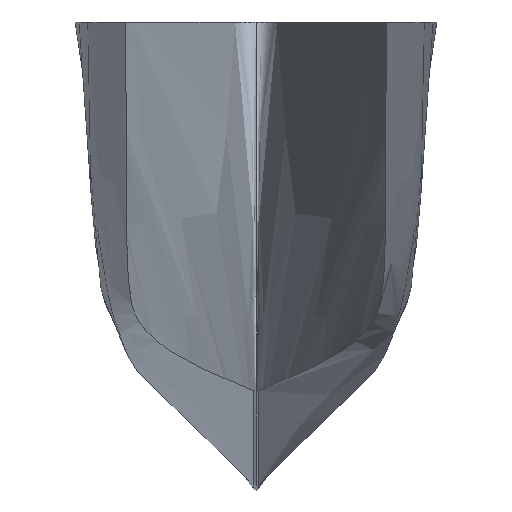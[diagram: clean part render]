
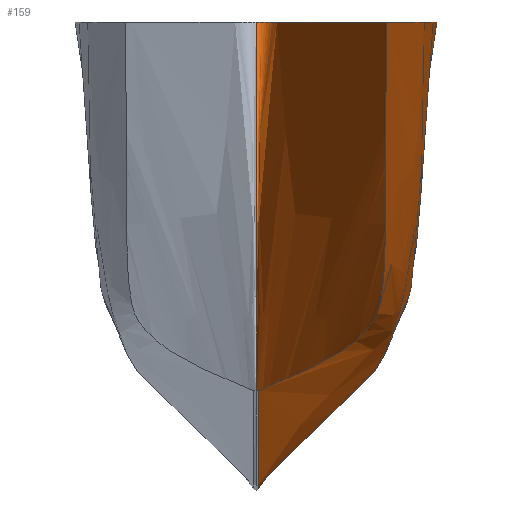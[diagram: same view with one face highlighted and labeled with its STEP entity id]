
A CAD part, left-side view. The second image highlights one B-rep face of the part: STEP entity #159.
In plain terms, the highlighted free-form (B-spline) face has degree [5, 4] with [12, 6] control points.
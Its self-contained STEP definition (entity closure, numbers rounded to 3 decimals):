
#159 = ADVANCED_FACE('',(#160),#218,.T.);
#160 = FACE_BOUND('',#161,.T.);
#161 = EDGE_LOOP('',(#162,#181,#192,#209));
#162 = ORIENTED_EDGE('',*,*,#163,.T.);
#163 = EDGE_CURVE('',#164,#166,#168,.T.);
#164 = VERTEX_POINT('',#165);
#165 = CARTESIAN_POINT('',(0.,-61.07,219.661));
#166 = VERTEX_POINT('',#167);
#167 = CARTESIAN_POINT('',(1595.97,0.,219.661));
#168 = B_SPLINE_CURVE_WITH_KNOTS('',5,(#169,#170,#171,#172,#173,#174,
    #175,#176,#177,#178,#179,#180),.UNSPECIFIED.,.F.,.F.,(6,1,1,1,1,1,1,
    6),(0.,0.243,0.485,0.728,0.97,
    1.213,1.455,1.698),.UNSPECIFIED.);
#169 = CARTESIAN_POINT('',(0.,-61.07,219.661));
#170 = CARTESIAN_POINT('',(190.366,-69.558,
    219.661));
#171 = CARTESIAN_POINT('',(380.733,-76.122,
    219.661));
#172 = CARTESIAN_POINT('',(609.172,-79.756,
    219.661));
#173 = CARTESIAN_POINT('',(761.465,-81.974,
    219.661));
#174 = CARTESIAN_POINT('',(913.758,-83.248,
    219.661));
#175 = CARTESIAN_POINT('',(1066.051,-84.99,
    219.661));
#176 = CARTESIAN_POINT('',(1293.158,-87.331,
    219.661));
#177 = CARTESIAN_POINT('',(1386.057,-60.688,
    219.661));
#178 = CARTESIAN_POINT('',(1574.71,-17.104,
    219.661));
#179 = CARTESIAN_POINT('',(1595.97,-9.703,
    219.661));
#180 = CARTESIAN_POINT('',(1595.97,0.,219.661));
#181 = ORIENTED_EDGE('',*,*,#182,.T.);
#182 = EDGE_CURVE('',#166,#183,#185,.T.);
#183 = VERTEX_POINT('',#184);
#184 = CARTESIAN_POINT('',(1478.183,0.,42.638));
#185 = B_SPLINE_CURVE_WITH_KNOTS('',4,(#186,#187,#188,#189,#190,#191),
  .UNSPECIFIED.,.F.,.F.,(5,1,5),(0.,0.142,0.285),
  .QUASI_UNIFORM_KNOTS.);
#186 = CARTESIAN_POINT('',(1595.97,0.,219.661));
#187 = CARTESIAN_POINT('',(1558.018,0.,158.097));
#188 = CARTESIAN_POINT('',(1513.412,0.,85.701));
#189 = CARTESIAN_POINT('',(1493.424,0.,60.66));
#190 = CARTESIAN_POINT('',(1484.857,0.,50.53));
#191 = CARTESIAN_POINT('',(1478.183,0.,42.638));
#192 = ORIENTED_EDGE('',*,*,#193,.T.);
#193 = EDGE_CURVE('',#183,#194,#196,.T.);
#194 = VERTEX_POINT('',#195);
#195 = CARTESIAN_POINT('',(0.,-1.226,46.765));
#196 = B_SPLINE_CURVE_WITH_KNOTS('',5,(#197,#198,#199,#200,#201,#202,
    #203,#204,#205,#206,#207,#208),.UNSPECIFIED.,.F.,.F.,(6,1,1,1,1,1,1,
    6),(-1.698,-1.455,-1.213,-0.97,
    -0.728,-0.485,-0.243,0.),.UNSPECIFIED.);
#197 = CARTESIAN_POINT('',(1478.183,0.,42.638));
#198 = CARTESIAN_POINT('',(1478.194,0.,42.648));
#199 = CARTESIAN_POINT('',(1413.851,0.,7.941));
#200 = CARTESIAN_POINT('',(1353.505,0.,-0.08));
#201 = CARTESIAN_POINT('',(1260.035,-1.226,
    -0.08));
#202 = CARTESIAN_POINT('',(1066.051,-1.226,
    -0.08));
#203 = CARTESIAN_POINT('',(913.758,-1.226,1.688)
  );
#204 = CARTESIAN_POINT('',(761.465,-1.226,8.13)
  );
#205 = CARTESIAN_POINT('',(609.156,-1.226,15.858
    ));
#206 = CARTESIAN_POINT('',(380.712,-1.226,27.448
    ));
#207 = CARTESIAN_POINT('',(190.333,-1.226,37.108)
  );
#208 = CARTESIAN_POINT('',(0.,-1.226,46.765));
#209 = ORIENTED_EDGE('',*,*,#210,.T.);
#210 = EDGE_CURVE('',#194,#164,#211,.T.);
#211 = B_SPLINE_CURVE_WITH_KNOTS('',4,(#212,#213,#214,#215,#216,#217),
  .UNSPECIFIED.,.F.,.F.,(5,1,5),(-0.285,-0.142,0.),
  .QUASI_UNIFORM_KNOTS.);
#212 = CARTESIAN_POINT('',(0.,-1.226,46.765));
#213 = CARTESIAN_POINT('',(0.,-18.257,53.846));
#214 = CARTESIAN_POINT('',(0.,-50.491,67.25));
#215 = CARTESIAN_POINT('',(0.,-60.905,81.679));
#216 = CARTESIAN_POINT('',(0.,-61.07,99.54));
#217 = CARTESIAN_POINT('',(0.,-61.07,219.661));
#218 = B_SPLINE_SURFACE_WITH_KNOTS('',5,4,(
    (#219,#220,#221,#222,#223,#224)
    ,(#225,#226,#227,#228,#229,#230)
    ,(#231,#232,#233,#234,#235,#236)
    ,(#237,#238,#239,#240,#241,#242)
    ,(#243,#244,#245,#246,#247,#248)
    ,(#249,#250,#251,#252,#253,#254)
    ,(#255,#256,#257,#258,#259,#260)
    ,(#261,#262,#263,#264,#265,#266)
    ,(#267,#268,#269,#270,#271,#272)
    ,(#273,#274,#275,#276,#277,#278)
    ,(#279,#280,#281,#282,#283,#284)
    ,(#285,#286,#287,#288,#289,#290
    )),.UNSPECIFIED.,.F.,.F.,.F.,(6,1,1,1,1,1,1,6),(5,1,5),(0.,
    0.243,0.485,0.728,0.97,
    1.213,1.455,1.698),(0.,0.142,
    0.285),.UNSPECIFIED.);
#219 = CARTESIAN_POINT('',(0.,-61.07,219.661));
#220 = CARTESIAN_POINT('',(0.,-61.07,99.54));
#221 = CARTESIAN_POINT('',(0.,-60.905,81.679));
#222 = CARTESIAN_POINT('',(0.,-50.491,67.25));
#223 = CARTESIAN_POINT('',(0.,-18.257,53.846));
#224 = CARTESIAN_POINT('',(0.,-1.226,46.765));
#225 = CARTESIAN_POINT('',(190.366,-69.558,
    219.661));
#226 = CARTESIAN_POINT('',(190.366,-69.558,
    112.5));
#227 = CARTESIAN_POINT('',(190.366,-66.325,
    80.43));
#228 = CARTESIAN_POINT('',(190.366,-56.117,
    64.175));
#229 = CARTESIAN_POINT('',(190.352,-32.559,
    52.558));
#230 = CARTESIAN_POINT('',(190.333,-1.226,37.108)
  );
#231 = CARTESIAN_POINT('',(380.733,-76.122,
    219.661));
#232 = CARTESIAN_POINT('',(380.733,-75.465,
    129.862));
#233 = CARTESIAN_POINT('',(380.733,-71.213,
    80.953));
#234 = CARTESIAN_POINT('',(380.733,-69.404,
    61.319));
#235 = CARTESIAN_POINT('',(380.721,-30.531,
    42.007));
#236 = CARTESIAN_POINT('',(380.712,-1.226,27.448
    ));
#237 = CARTESIAN_POINT('',(609.172,-79.756,
    219.661));
#238 = CARTESIAN_POINT('',(609.172,-76.476,
    128.4));
#239 = CARTESIAN_POINT('',(609.172,-75.983,71.643
    ));
#240 = CARTESIAN_POINT('',(609.172,-68.478,
    58.522));
#241 = CARTESIAN_POINT('',(609.165,-38.039,
    39.212));
#242 = CARTESIAN_POINT('',(609.156,-1.226,15.858
    ));
#243 = CARTESIAN_POINT('',(761.465,-81.974,
    219.661));
#244 = CARTESIAN_POINT('',(761.465,-80.67,
    142.363));
#245 = CARTESIAN_POINT('',(761.465,-72.947,
    84.645));
#246 = CARTESIAN_POINT('',(761.465,-58.154,
    59.733));
#247 = CARTESIAN_POINT('',(761.465,-39.537,
    32.603));
#248 = CARTESIAN_POINT('',(761.465,-1.226,8.13)
  );
#249 = CARTESIAN_POINT('',(913.758,-83.248,
    219.661));
#250 = CARTESIAN_POINT('',(913.758,-77.298,
    145.788));
#251 = CARTESIAN_POINT('',(913.758,-69.534,
    90.099));
#252 = CARTESIAN_POINT('',(913.758,-53.451,
    62.417));
#253 = CARTESIAN_POINT('',(913.758,-32.611,33.042
    ));
#254 = CARTESIAN_POINT('',(913.758,-1.226,1.688)
  );
#255 = CARTESIAN_POINT('',(1066.051,-84.99,
    219.661));
#256 = CARTESIAN_POINT('',(1066.051,-71.309,
    146.239));
#257 = CARTESIAN_POINT('',(1066.051,-51.971,
    90.973));
#258 = CARTESIAN_POINT('',(1066.051,-38.32,
    63.516));
#259 = CARTESIAN_POINT('',(1066.051,-22.569,
    31.545));
#260 = CARTESIAN_POINT('',(1066.051,-1.226,
    -0.08));
#261 = CARTESIAN_POINT('',(1293.158,-87.331,
    219.661));
#262 = CARTESIAN_POINT('',(1274.312,-46.379,
    149.048));
#263 = CARTESIAN_POINT('',(1263.652,-28.781,
    91.413));
#264 = CARTESIAN_POINT('',(1256.418,-20.558,
    64.614));
#265 = CARTESIAN_POINT('',(1256.418,-10.361,
    33.642));
#266 = CARTESIAN_POINT('',(1260.035,-1.226,
    -0.08));
#267 = CARTESIAN_POINT('',(1386.057,-60.688,
    219.661));
#268 = CARTESIAN_POINT('',(1367.972,-34.373,
    149.048));
#269 = CARTESIAN_POINT('',(1353.314,-23.354,
    102.26));
#270 = CARTESIAN_POINT('',(1349.126,-14.308,
    64.121));
#271 = CARTESIAN_POINT('',(1346.133,-9.539,
    27.795));
#272 = CARTESIAN_POINT('',(1353.505,0.,-0.08));
#273 = CARTESIAN_POINT('',(1574.71,-17.104,
    219.661));
#274 = CARTESIAN_POINT('',(1532.259,-5.098,
    162.035));
#275 = CARTESIAN_POINT('',(1498.564,-4.251,
    88.118));
#276 = CARTESIAN_POINT('',(1475.91,-2.961,
    62.417));
#277 = CARTESIAN_POINT('',(1463.346,-1.974,
    45.975));
#278 = CARTESIAN_POINT('',(1413.851,0.,7.941));
#279 = CARTESIAN_POINT('',(1595.97,-9.703,
    219.661));
#280 = CARTESIAN_POINT('',(1558.018,-2.796,
    158.097));
#281 = CARTESIAN_POINT('',(1513.412,-2.138,
    85.701));
#282 = CARTESIAN_POINT('',(1493.424,-1.233,
    60.66));
#283 = CARTESIAN_POINT('',(1484.857,-1.233,
    50.556));
#284 = CARTESIAN_POINT('',(1478.194,0.,42.648));
#285 = CARTESIAN_POINT('',(1595.97,0.,219.661));
#286 = CARTESIAN_POINT('',(1558.018,0.,158.097));
#287 = CARTESIAN_POINT('',(1513.412,0.,85.701));
#288 = CARTESIAN_POINT('',(1493.424,0.,60.66));
#289 = CARTESIAN_POINT('',(1484.857,0.,50.53));
#290 = CARTESIAN_POINT('',(1478.183,0.,42.638));
